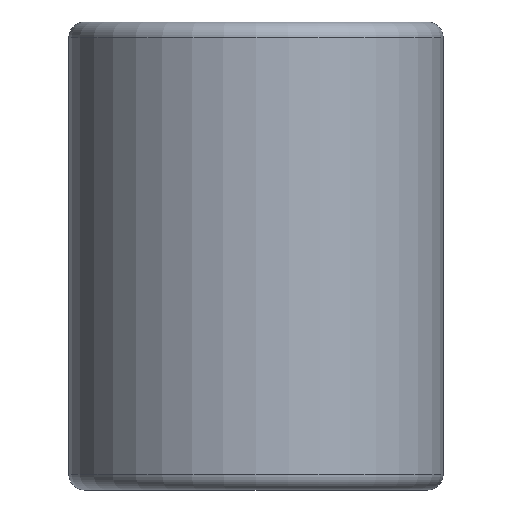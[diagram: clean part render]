
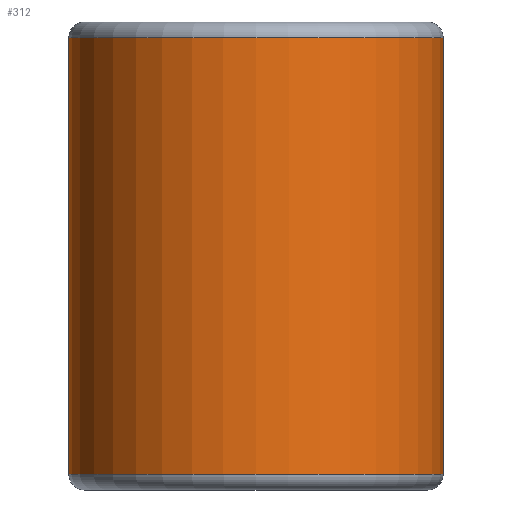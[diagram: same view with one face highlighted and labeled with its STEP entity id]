
A CAD part, front view. The second image highlights one B-rep face of the part: STEP entity #312.
In plain terms, the highlighted cylindrical face has radius 6 mm (diameter 12 mm), a partial arc.
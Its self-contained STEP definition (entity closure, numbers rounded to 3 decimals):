
#63=CARTESIAN_POINT('POINT6',(6.,0.,14.5)
   );
#64=VERTEX_POINT('VERTEX6',#63);
#83=CARTESIAN_POINT('POINT9',(-6.,0.,14.5)
   );
#84=VERTEX_POINT('VERTEX9',#83);
#92=CARTESIAN_POINT('POS11',(0.,0.,14.5));
#93=DIRECTION('DIR19',(0.,0.,1.));
#94=DIRECTION('DIR20',(-0.707,0.707,
   0.));
#95=AXIS2_PLACEMENT_3D('AXIS9',#92,#93,#94);
#96=CIRCLE('ELLIPSE7',#95,6.);
#97=EDGE_CURVE('EDGE10',#84,#64,#96,.T.);
#261=CARTESIAN_POINT('POINT19',(-6.,0.,0.5
   ));
#262=VERTEX_POINT('VERTEX19',#261);
#263=CARTESIAN_POINT('POS29',(-6.,0.,0.))
   ;
#264=DIRECTION('DIR48',(0.,0.,-1.));
#265=VECTOR('VEC10',#264,1.);
#266=LINE('STRAIGHT10',#263,#265);
#267=EDGE_CURVE('EDGE27',#84,#262,#266,.T.);
#287=CARTESIAN_POINT('POS32',(0.,0.,0.));
#288=DIRECTION('DIR52',(0.,0.,1.));
#289=DIRECTION('DIR53',(1.,0.,0.));
#290=AXIS2_PLACEMENT_3D('AXIS21',#287,#288,#289);
#291=CYLINDRICAL_SURFACE('CONE_SURF3',#290,6.);
#293=CARTESIAN_POINT('POINT21',(6.,0.,0.5
   ));
#294=VERTEX_POINT('VERTEX21',#293);
#295=CARTESIAN_POINT('POS33',(6.,0.,0.))
   ;
#296=DIRECTION('DIR54',(0.,0.,1.));
#297=VECTOR('VEC12',#296,1.);
#298=LINE('STRAIGHT12',#295,#297);
#299=EDGE_CURVE('EDGE30',#294,#64,#298,.T.);
#300=ORIENTED_EDGE('COEDGE45',*,*,#299,.T.);
#301=ORIENTED_EDGE('COEDGE46',*,*,#97,.F.);
#302=ORIENTED_EDGE('COEDGE47',*,*,#267,.T.);
#303=CARTESIAN_POINT('POS34',(0.,0.,0.5));
#304=DIRECTION('DIR55',(0.,0.,-1.));
#305=DIRECTION('DIR56',(0.,1.,0.));
#306=AXIS2_PLACEMENT_3D('AXIS22',#303,#304,#305);
#307=CIRCLE('ELLIPSE15',#306,6.);
#308=EDGE_CURVE('EDGE31',#294,#262,#307,.T.);
#309=ORIENTED_EDGE('COEDGE48',*,*,#308,.F.);
#310=EDGE_LOOP('NONE',(#300,#301,#302,#309));
#311=FACE_BOUND('LOOP1',#310,.T.);
#312=ADVANCED_FACE('FACE11',(#311),#291,.T.);
